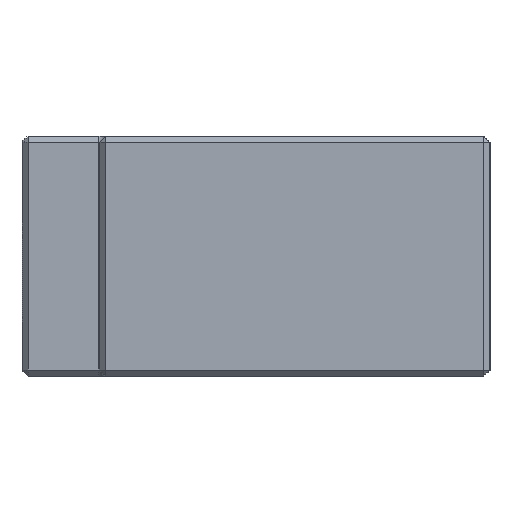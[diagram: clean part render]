
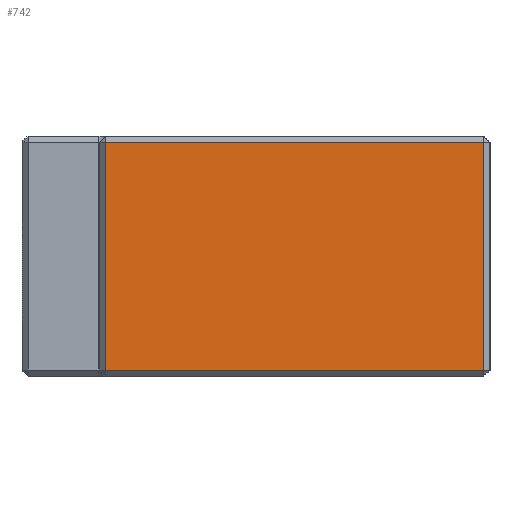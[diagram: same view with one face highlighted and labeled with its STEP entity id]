
A CAD part, left-side view. The second image highlights one B-rep face of the part: STEP entity #742.
In plain terms, the highlighted planar face has unit normal (-1, 0, 0).
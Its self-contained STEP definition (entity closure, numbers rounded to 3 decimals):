
#11 = DIRECTION ( 'NONE',  ( 0., -1., 0. ) ) ;
#30 = CARTESIAN_POINT ( 'NONE',  ( -30., -22., -9.5 ) ) ;
#494 = CARTESIAN_POINT ( 'NONE',  ( -30., 10., -9.5 ) ) ;
#742 = ADVANCED_FACE ( 'NONE', ( #4756 ), #6478, .F. ) ;
#885 = VECTOR ( 'NONE', #5749, 1000. ) ;
#1252 = ORIENTED_EDGE ( 'NONE', *, *, #4812, .T. ) ;
#1435 = LINE ( 'NONE', #2158, #5446 ) ;
#1559 = VERTEX_POINT ( 'NONE', #2282 ) ;
#1670 = VERTEX_POINT ( 'NONE', #494 ) ;
#1793 = ORIENTED_EDGE ( 'NONE', *, *, #4944, .T. ) ;
#1860 = ORIENTED_EDGE ( 'NONE', *, *, #5194, .T. ) ;
#2158 = CARTESIAN_POINT ( 'NONE',  ( -30., -22., 9.5 ) ) ;
#2282 = CARTESIAN_POINT ( 'NONE',  ( -30., -21.5, 9.5 ) ) ;
#2401 = DIRECTION ( 'NONE',  ( 1., 0., 0. ) ) ;
#2846 = LINE ( 'NONE', #5623, #5520 ) ;
#2860 = CARTESIAN_POINT ( 'NONE',  ( -30., 10., 9.5 ) ) ;
#3251 = CARTESIAN_POINT ( 'NONE',  ( -30., -22., 10. ) ) ;
#3498 = EDGE_CURVE ( 'NONE', #1559, #4463, #1435, .T. ) ;
#3666 = VERTEX_POINT ( 'NONE', #6194 ) ;
#4381 = ORIENTED_EDGE ( 'NONE', *, *, #3498, .T. ) ;
#4463 = VERTEX_POINT ( 'NONE', #2860 ) ;
#4756 = FACE_OUTER_BOUND ( 'NONE', #5009, .T. ) ;
#4812 = EDGE_CURVE ( 'NONE', #4463, #1670, #2846, .T. ) ;
#4936 = AXIS2_PLACEMENT_3D ( 'NONE', #3251, #2401, #5912 ) ;
#4944 = EDGE_CURVE ( 'NONE', #3666, #1559, #6058, .T. ) ;
#5009 = EDGE_LOOP ( 'NONE', ( #1252, #1860, #1793, #4381 ) ) ;
#5153 = DIRECTION ( 'NONE',  ( 0., 0., -1. ) ) ;
#5194 = EDGE_CURVE ( 'NONE', #1670, #3666, #6449, .T. ) ;
#5234 = CARTESIAN_POINT ( 'NONE',  ( -30., -21.5, 10. ) ) ;
#5446 = VECTOR ( 'NONE', #6412, 1000. ) ;
#5520 = VECTOR ( 'NONE', #5153, 1000. ) ;
#5623 = CARTESIAN_POINT ( 'NONE',  ( -30., 10., 10. ) ) ;
#5749 = DIRECTION ( 'NONE',  ( 0., 0., 1. ) ) ;
#5912 = DIRECTION ( 'NONE',  ( 0., 0., -1. ) ) ;
#6058 = LINE ( 'NONE', #5234, #885 ) ;
#6133 = VECTOR ( 'NONE', #11, 1000. ) ;
#6194 = CARTESIAN_POINT ( 'NONE',  ( -30., -21.5, -9.5 ) ) ;
#6412 = DIRECTION ( 'NONE',  ( 0., 1., 0. ) ) ;
#6449 = LINE ( 'NONE', #30, #6133 ) ;
#6478 = PLANE ( 'NONE',  #4936 ) ;
